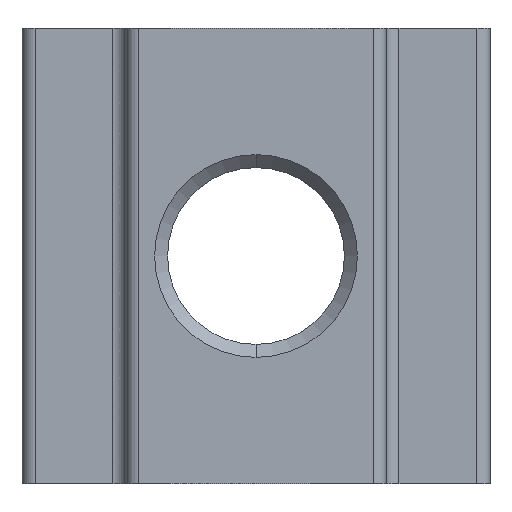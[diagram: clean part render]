
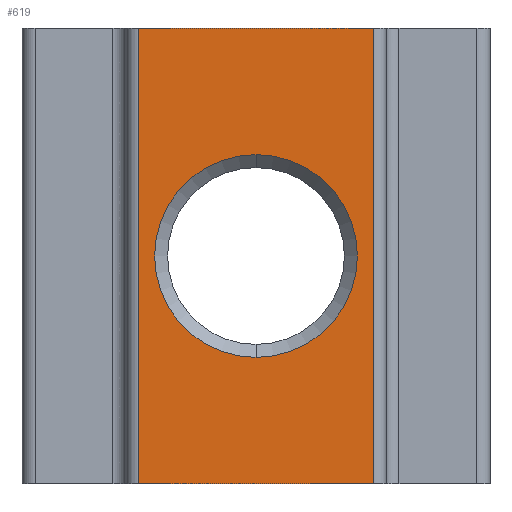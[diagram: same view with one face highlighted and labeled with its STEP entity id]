
A CAD part, front view. The second image highlights one B-rep face of the part: STEP entity #619.
In plain terms, the highlighted planar face has unit normal (0, -1, 0).
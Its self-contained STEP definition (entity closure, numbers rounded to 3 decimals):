
#7 = VECTOR ( 'NONE', #347, 1000. ) ;
#14 = CARTESIAN_POINT ( 'NONE',  ( 4.5, 0., 17.5 ) ) ;
#18 = CARTESIAN_POINT ( 'NONE',  ( -5., 0., 0. ) ) ;
#27 = CARTESIAN_POINT ( 'NONE',  ( -5., 0., 17.5 ) ) ;
#71 = LINE ( 'NONE', #18, #105 ) ;
#81 = VERTEX_POINT ( 'NONE', #885 ) ;
#85 = DIRECTION ( 'NONE',  ( 1., 0., 0. ) ) ;
#92 = LINE ( 'NONE', #786, #7 ) ;
#94 = DIRECTION ( 'NONE',  ( 0., 0., 1. ) ) ;
#105 = VECTOR ( 'NONE', #317, 1000. ) ;
#106 = VECTOR ( 'NONE', #556, 1000. ) ;
#112 = DIRECTION ( 'NONE',  ( 0., 1., 0. ) ) ;
#113 = CARTESIAN_POINT ( 'NONE',  ( 4.5, 0., 0. ) ) ;
#159 = EDGE_CURVE ( 'NONE', #720, #708, #71, .T. ) ;
#160 = CARTESIAN_POINT ( 'NONE',  ( -4.5, 0., 17.5 ) ) ;
#188 = VERTEX_POINT ( 'NONE', #309 ) ;
#240 = EDGE_CURVE ( 'NONE', #81, #188, #874, .T. ) ;
#251 = AXIS2_PLACEMENT_3D ( 'NONE', #703, #112, #330 ) ;
#264 = FACE_OUTER_BOUND ( 'NONE', #541, .T. ) ;
#307 = DIRECTION ( 'NONE',  ( 0., 1., 0. ) ) ;
#309 = CARTESIAN_POINT ( 'NONE',  ( 0., 0., 4.85 ) ) ;
#317 = DIRECTION ( 'NONE',  ( 1., 0., 0. ) ) ;
#330 = DIRECTION ( 'NONE',  ( 0., 0., 1. ) ) ;
#347 = DIRECTION ( 'NONE',  ( 0., 0., -1. ) ) ;
#360 = ORIENTED_EDGE ( 'NONE', *, *, #839, .T. ) ;
#377 = PLANE ( 'NONE',  #888 ) ;
#397 = CARTESIAN_POINT ( 'NONE',  ( 4.5, 0., 17.5 ) ) ;
#431 = DIRECTION ( 'NONE',  ( 0., 1., 0. ) ) ;
#497 = DIRECTION ( 'NONE',  ( 0., 0., 1. ) ) ;
#510 = ORIENTED_EDGE ( 'NONE', *, *, #673, .F. ) ;
#541 = EDGE_LOOP ( 'NONE', ( #510, #360, #895, #561 ) ) ;
#556 = DIRECTION ( 'NONE',  ( 0., 0., 1. ) ) ;
#561 = ORIENTED_EDGE ( 'NONE', *, *, #686, .T. ) ;
#563 = ORIENTED_EDGE ( 'NONE', *, *, #809, .T. ) ;
#572 = LINE ( 'NONE', #397, #106 ) ;
#616 = VERTEX_POINT ( 'NONE', #160 ) ;
#619 = ADVANCED_FACE ( 'NONE', ( #707, #264 ), #377, .F. ) ;
#673 = EDGE_CURVE ( 'NONE', #616, #949, #849, .T. ) ;
#686 = EDGE_CURVE ( 'NONE', #708, #949, #572, .T. ) ;
#703 = CARTESIAN_POINT ( 'NONE',  ( 0., 0., 8.75 ) ) ;
#707 = FACE_BOUND ( 'NONE', #814, .T. ) ;
#708 = VERTEX_POINT ( 'NONE', #113 ) ;
#720 = VERTEX_POINT ( 'NONE', #845 ) ;
#786 = CARTESIAN_POINT ( 'NONE',  ( -4.5, 0., 17.5 ) ) ;
#787 = VECTOR ( 'NONE', #85, 1000. ) ;
#809 = EDGE_CURVE ( 'NONE', #188, #81, #909, .T. ) ;
#814 = EDGE_LOOP ( 'NONE', ( #563, #867 ) ) ;
#826 = CARTESIAN_POINT ( 'NONE',  ( -5., 0., 17.5 ) ) ;
#839 = EDGE_CURVE ( 'NONE', #616, #720, #92, .T. ) ;
#845 = CARTESIAN_POINT ( 'NONE',  ( -4.5, 0., 0. ) ) ;
#849 = LINE ( 'NONE', #27, #787 ) ;
#860 = CARTESIAN_POINT ( 'NONE',  ( 0., 0., 8.75 ) ) ;
#866 = AXIS2_PLACEMENT_3D ( 'NONE', #860, #431, #497 ) ;
#867 = ORIENTED_EDGE ( 'NONE', *, *, #240, .T. ) ;
#874 = CIRCLE ( 'NONE', #251, 3.9 ) ;
#885 = CARTESIAN_POINT ( 'NONE',  ( 0., 0., 12.65 ) ) ;
#888 = AXIS2_PLACEMENT_3D ( 'NONE', #826, #307, #94 ) ;
#895 = ORIENTED_EDGE ( 'NONE', *, *, #159, .T. ) ;
#909 = CIRCLE ( 'NONE', #866, 3.9 ) ;
#949 = VERTEX_POINT ( 'NONE', #14 ) ;
